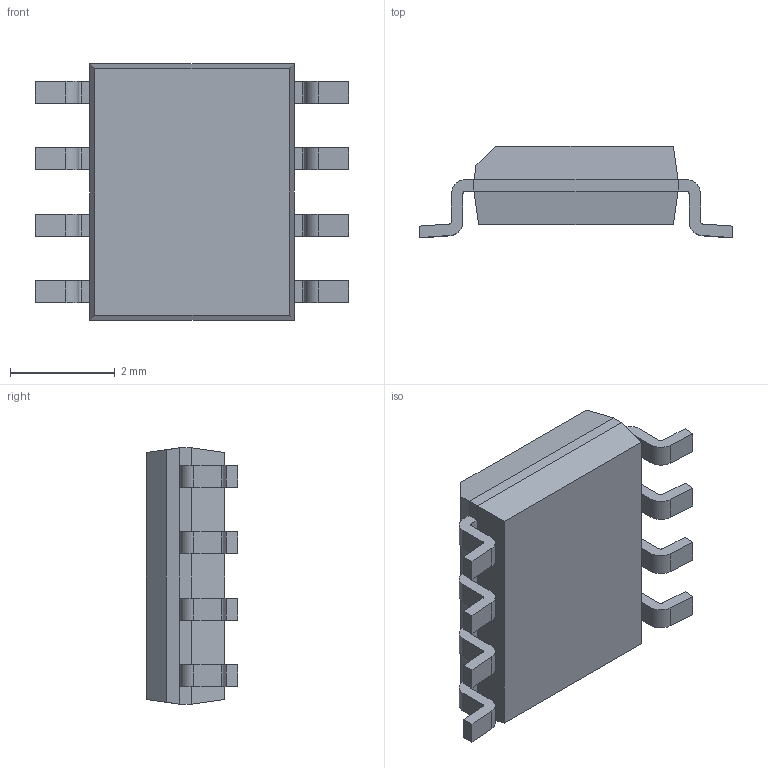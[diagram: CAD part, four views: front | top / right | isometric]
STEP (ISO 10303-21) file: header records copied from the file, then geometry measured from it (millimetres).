
FILE_DESCRIPTION (( 'STEP AP214' ), '1' );
FILE_NAME ('MAX13410EESA+.STEP', '2023-02-07T23:54:29', ( '' ), ( '' ), 'SwSTEP 2.0', 'SolidWorks 2021', '' );
FILE_SCHEMA (( 'AUTOMOTIVE_DESIGN' ));
Length unit declared in the file: millimetre
Products named in the file (1): MAX13410EESA+
Bounding box: 6 x 1.75 x 4.9 mm (x, y, z)
Volume: 28.7 mm3; surface area: 80.4 mm2
Topology: 10 solids, 10 shells, 134 faces, 331 edges, 218 vertices
Faces by surface type: plane 98, cylinder 36
Entity records: 4058 total; most frequent: CARTESIAN_POINT 684, DIRECTION 673, ORIENTED_EDGE 662, EDGE_CURVE 331, LINE 259, VECTOR 259, VERTEX_POINT 218, AXIS2_PLACEMENT_3D 207
